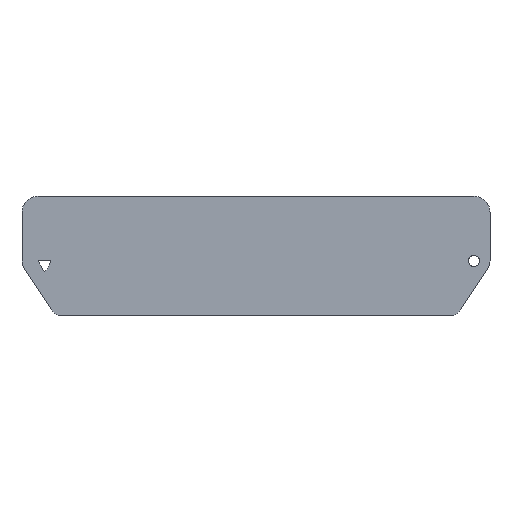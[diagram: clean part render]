
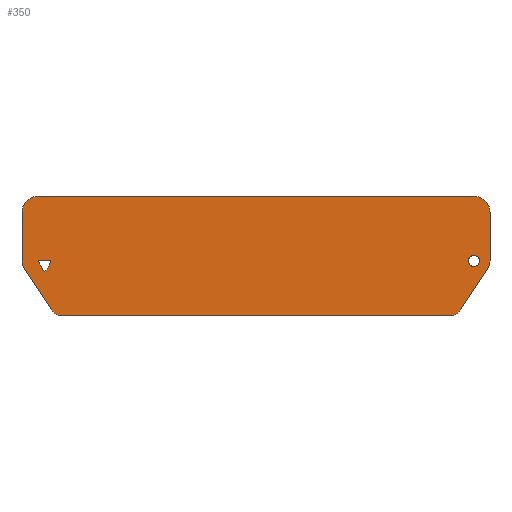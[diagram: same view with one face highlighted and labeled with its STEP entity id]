
A CAD part, top view. The second image highlights one B-rep face of the part: STEP entity #350.
In plain terms, the highlighted planar face has unit normal (0, 0, 1).
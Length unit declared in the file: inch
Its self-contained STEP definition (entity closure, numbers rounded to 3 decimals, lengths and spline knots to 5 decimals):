
#17=FACE_BOUND('',#67,.T.);
#18=FACE_BOUND('',#68,.T.);
#28=PLANE('',#398);
#46=FACE_OUTER_BOUND('',#66,.T.);
#66=EDGE_LOOP('',(#309,#310,#311,#312,#313,#314,#315,#316,#317,#318,#319,
#320));
#67=EDGE_LOOP('',(#321,#322,#323));
#68=EDGE_LOOP('',(#324));
#72=LINE('',#519,#104);
#75=LINE('',#524,#107);
#79=LINE('',#537,#111);
#83=LINE('',#549,#115);
#87=LINE('',#561,#119);
#91=LINE('',#573,#123);
#95=LINE('',#585,#127);
#99=LINE('',#596,#131);
#104=VECTOR('',#418,0.3937);
#107=VECTOR('',#423,0.3937);
#111=VECTOR('',#435,0.3937);
#115=VECTOR('',#447,0.3937);
#119=VECTOR('',#459,0.3937);
#123=VECTOR('',#471,0.3937);
#127=VECTOR('',#483,0.3937);
#131=VECTOR('',#495,0.3937);
#134=CIRCLE('',#367,0.0865);
#135=CIRCLE('',#369,0.1875);
#137=CIRCLE('',#374,0.25);
#139=CIRCLE('',#378,0.25);
#141=CIRCLE('',#382,0.25);
#143=CIRCLE('',#386,0.2);
#145=CIRCLE('',#390,0.2);
#147=CIRCLE('',#394,0.25);
#150=VERTEX_POINT('',#505);
#151=VERTEX_POINT('',#509);
#152=VERTEX_POINT('',#510);
#155=VERTEX_POINT('',#518);
#157=VERTEX_POINT('',#527);
#158=VERTEX_POINT('',#528);
#161=VERTEX_POINT('',#536);
#163=VERTEX_POINT('',#542);
#165=VERTEX_POINT('',#548);
#167=VERTEX_POINT('',#554);
#169=VERTEX_POINT('',#560);
#171=VERTEX_POINT('',#566);
#173=VERTEX_POINT('',#572);
#175=VERTEX_POINT('',#578);
#177=VERTEX_POINT('',#584);
#179=VERTEX_POINT('',#590);
#183=EDGE_CURVE('',#150,#150,#134,.T.);
#184=EDGE_CURVE('',#151,#152,#135,.T.);
#188=EDGE_CURVE('',#155,#151,#72,.T.);
#191=EDGE_CURVE('',#152,#155,#75,.T.);
#193=EDGE_CURVE('',#157,#158,#137,.T.);
#197=EDGE_CURVE('',#161,#157,#79,.T.);
#200=EDGE_CURVE('',#163,#161,#139,.T.);
#203=EDGE_CURVE('',#163,#165,#83,.T.);
#206=EDGE_CURVE('',#167,#165,#141,.T.);
#209=EDGE_CURVE('',#167,#169,#87,.T.);
#212=EDGE_CURVE('',#171,#169,#143,.T.);
#215=EDGE_CURVE('',#173,#171,#91,.T.);
#218=EDGE_CURVE('',#175,#173,#145,.T.);
#221=EDGE_CURVE('',#177,#175,#95,.T.);
#224=EDGE_CURVE('',#179,#177,#147,.T.);
#227=EDGE_CURVE('',#158,#179,#99,.T.);
#309=ORIENTED_EDGE('',*,*,#227,.F.);
#310=ORIENTED_EDGE('',*,*,#193,.F.);
#311=ORIENTED_EDGE('',*,*,#197,.F.);
#312=ORIENTED_EDGE('',*,*,#200,.F.);
#313=ORIENTED_EDGE('',*,*,#203,.T.);
#314=ORIENTED_EDGE('',*,*,#206,.F.);
#315=ORIENTED_EDGE('',*,*,#209,.T.);
#316=ORIENTED_EDGE('',*,*,#212,.F.);
#317=ORIENTED_EDGE('',*,*,#215,.F.);
#318=ORIENTED_EDGE('',*,*,#218,.F.);
#319=ORIENTED_EDGE('',*,*,#221,.F.);
#320=ORIENTED_EDGE('',*,*,#224,.F.);
#321=ORIENTED_EDGE('',*,*,#191,.F.);
#322=ORIENTED_EDGE('',*,*,#184,.F.);
#323=ORIENTED_EDGE('',*,*,#188,.F.);
#324=ORIENTED_EDGE('',*,*,#183,.F.);
#350=ADVANCED_FACE('',(#46,#17,#18),#28,.F.);
#367=AXIS2_PLACEMENT_3D('',#507,#406,#407);
#369=AXIS2_PLACEMENT_3D('',#511,#410,#411);
#374=AXIS2_PLACEMENT_3D('',#529,#427,#428);
#378=AXIS2_PLACEMENT_3D('',#543,#440,#441);
#382=AXIS2_PLACEMENT_3D('',#555,#452,#453);
#386=AXIS2_PLACEMENT_3D('',#567,#464,#465);
#390=AXIS2_PLACEMENT_3D('',#579,#476,#477);
#394=AXIS2_PLACEMENT_3D('',#591,#488,#489);
#398=AXIS2_PLACEMENT_3D('',#599,#499,#500);
#406=DIRECTION('center_axis',(0.,0.,
1.));
#407=DIRECTION('ref_axis',(1.,0.,0.));
#410=DIRECTION('center_axis',(0.,0.,
1.));
#411=DIRECTION('ref_axis',(1.,0.,0.));
#418=DIRECTION('',(0.5,-0.866,0.));
#423=DIRECTION('',(-1.,0.,0.));
#427=DIRECTION('center_axis',(0.,0.,
-1.));
#428=DIRECTION('ref_axis',(1.,0.,0.));
#435=DIRECTION('',(1.,0.,0.));
#440=DIRECTION('center_axis',(0.,0.,
-1.));
#441=DIRECTION('ref_axis',(1.,0.,0.));
#447=DIRECTION('',(0.,-1.,0.));
#452=DIRECTION('center_axis',(0.,0.,
-1.));
#453=DIRECTION('ref_axis',(1.,0.,0.));
#459=DIRECTION('',(0.557,-0.831,0.));
#464=DIRECTION('center_axis',(0.,0.,
-1.));
#465=DIRECTION('ref_axis',(1.,0.,0.));
#471=DIRECTION('',(-1.,0.,0.));
#476=DIRECTION('center_axis',(0.,0.,
-1.));
#477=DIRECTION('ref_axis',(1.,0.,0.));
#483=DIRECTION('',(-0.557,-0.831,0.));
#488=DIRECTION('center_axis',(0.,0.,
-1.));
#489=DIRECTION('ref_axis',(1.,0.,0.));
#495=DIRECTION('',(0.,-1.,0.));
#499=DIRECTION('center_axis',(0.,0.,
-1.));
#500=DIRECTION('ref_axis',(1.,0.,0.));
#505=CARTESIAN_POINT('',(6.9135,1.25,-0.7375));
#507=CARTESIAN_POINT('Origin',(7.,1.25,-0.7375));
#509=CARTESIAN_POINT('',(0.34375,1.08762,-0.7375));
#510=CARTESIAN_POINT('',(0.4375,1.25,-0.7375));
#511=CARTESIAN_POINT('Origin',(0.25,1.25,-0.7375));
#518=CARTESIAN_POINT('',(0.25,1.25,-0.7375));
#519=CARTESIAN_POINT('',(0.25,1.25,-0.7375));
#524=CARTESIAN_POINT('',(0.25,1.25,-0.7375));
#527=CARTESIAN_POINT('',(7.,2.25,-0.7375));
#528=CARTESIAN_POINT('',(7.25,2.,-0.7375));
#529=CARTESIAN_POINT('Origin',(7.,2.,-0.7375));
#536=CARTESIAN_POINT('',(0.25,2.25,-0.7375));
#537=CARTESIAN_POINT('',(0.25,2.25,-0.7375));
#542=CARTESIAN_POINT('',(0.,2.,-0.7375));
#543=CARTESIAN_POINT('Origin',(0.25,2.,-0.7375));
#548=CARTESIAN_POINT('',(0.,1.25,-0.7375));
#549=CARTESIAN_POINT('',(0.,2.,-0.7375));
#554=CARTESIAN_POINT('',(0.04231,1.11084,-0.7375));
#555=CARTESIAN_POINT('Origin',(0.25,1.25,-0.7375));
#560=CARTESIAN_POINT('',(0.45885,0.48916,-0.7375));
#561=CARTESIAN_POINT('',(0.04231,1.11084,-0.7375));
#566=CARTESIAN_POINT('',(0.625,0.40048,-0.7375));
#567=CARTESIAN_POINT('Origin',(0.625,0.60048,-0.7375));
#572=CARTESIAN_POINT('',(6.625,0.40048,-0.7375));
#573=CARTESIAN_POINT('',(6.625,0.40048,-0.7375));
#578=CARTESIAN_POINT('',(6.79115,0.48916,-0.7375));
#579=CARTESIAN_POINT('Origin',(6.625,0.60048,-0.7375));
#584=CARTESIAN_POINT('',(7.20769,1.11084,-0.7375));
#585=CARTESIAN_POINT('',(7.20769,1.11084,-0.7375));
#590=CARTESIAN_POINT('',(7.25,1.25,-0.7375));
#591=CARTESIAN_POINT('Origin',(7.,1.25,-0.7375));
#596=CARTESIAN_POINT('',(7.25,2.,-0.7375));
#599=CARTESIAN_POINT('Origin',(3.625,1.32524,-0.7375));
